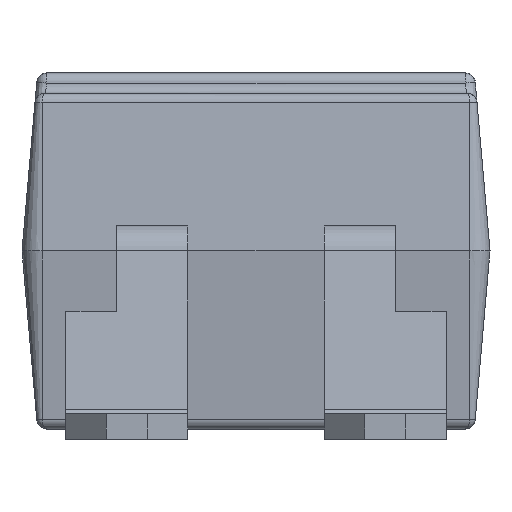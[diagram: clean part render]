
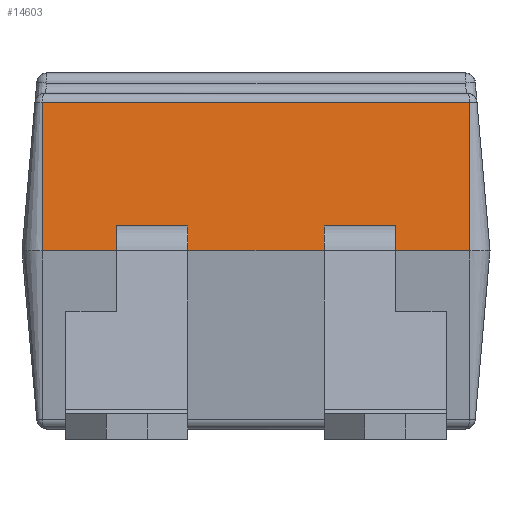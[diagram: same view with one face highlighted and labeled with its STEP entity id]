
A CAD part, front view. The second image highlights one B-rep face of the part: STEP entity #14603.
In plain terms, the highlighted planar face has unit normal (0, -0.996, 0.087).
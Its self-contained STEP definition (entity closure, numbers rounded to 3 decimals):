
#63 = CARTESIAN_POINT ( 'NONE',  ( -2.1, -3.122, 1.459 ) ) ;
#79 = VERTEX_POINT ( 'NONE', #1363 ) ;
#325 = EDGE_CURVE ( 'NONE', #79, #1810, #504, .T. ) ;
#445 = CARTESIAN_POINT ( 'NONE',  ( -0.67, -3.25, 0. ) ) ;
#504 = LINE ( 'NONE', #18549, #13854 ) ;
#621 = EDGE_CURVE ( 'NONE', #20019, #20474, #20615, .T. ) ;
#958 = DIRECTION ( 'NONE',  ( -1., 0., 0. ) ) ;
#1092 = FACE_OUTER_BOUND ( 'NONE', #15857, .T. ) ;
#1295 = ORIENTED_EDGE ( 'NONE', *, *, #4528, .T. ) ;
#1363 = CARTESIAN_POINT ( 'NONE',  ( 1.37, -3.228, 0.25 ) ) ;
#1436 = AXIS2_PLACEMENT_3D ( 'NONE', #9755, #12533, #17860 ) ;
#1525 = VECTOR ( 'NONE', #958, 1000. ) ;
#1810 = VERTEX_POINT ( 'NONE', #15049 ) ;
#2371 = VERTEX_POINT ( 'NONE', #15908 ) ;
#2686 = LINE ( 'NONE', #15707, #1525 ) ;
#2901 = CARTESIAN_POINT ( 'NONE',  ( 1.37, -3.228, 0.25 ) ) ;
#3035 = EDGE_CURVE ( 'NONE', #79, #20019, #12833, .T. ) ;
#3197 = ORIENTED_EDGE ( 'NONE', *, *, #3035, .T. ) ;
#3351 = CARTESIAN_POINT ( 'NONE',  ( -2.1, -3.25, 0. ) ) ;
#3566 = VECTOR ( 'NONE', #15496, 1000. ) ;
#3780 = DIRECTION ( 'NONE',  ( 0., -0.087, -0.996 ) ) ;
#4528 = EDGE_CURVE ( 'NONE', #8138, #7266, #9135, .T. ) ;
#4648 = VECTOR ( 'NONE', #16013, 1000. ) ;
#4710 = EDGE_CURVE ( 'NONE', #13701, #8138, #2686, .T. ) ;
#4772 = CARTESIAN_POINT ( 'NONE',  ( -2.1, -3.25, 0. ) ) ;
#4994 = VECTOR ( 'NONE', #18378, 1000. ) ;
#5032 = VECTOR ( 'NONE', #6679, 1000. ) ;
#5421 = LINE ( 'NONE', #16821, #5032 ) ;
#5439 = DIRECTION ( 'NONE',  ( -1., 0., 0. ) ) ;
#5545 = VERTEX_POINT ( 'NONE', #18376 ) ;
#6212 = CARTESIAN_POINT ( 'NONE',  ( -2.1, -3.25, 0. ) ) ;
#6328 = EDGE_CURVE ( 'NONE', #20162, #12713, #8552, .T. ) ;
#6679 = DIRECTION ( 'NONE',  ( 0., -0.087, -0.996 ) ) ;
#6992 = ORIENTED_EDGE ( 'NONE', *, *, #9325, .T. ) ;
#7266 = VERTEX_POINT ( 'NONE', #10069 ) ;
#7269 = VECTOR ( 'NONE', #10223, 1000. ) ;
#8043 = EDGE_CURVE ( 'NONE', #20162, #5545, #9356, .T. ) ;
#8138 = VERTEX_POINT ( 'NONE', #63 ) ;
#8552 = LINE ( 'NONE', #445, #4994 ) ;
#8885 = CARTESIAN_POINT ( 'NONE',  ( 1.37, -3.25, 0. ) ) ;
#8926 = VECTOR ( 'NONE', #16091, 1000. ) ;
#9065 = VECTOR ( 'NONE', #3780, 1000. ) ;
#9088 = CARTESIAN_POINT ( 'NONE',  ( -1.37, -3.228, 0.25 ) ) ;
#9135 = LINE ( 'NONE', #3351, #9065 ) ;
#9240 = LINE ( 'NONE', #20255, #16637 ) ;
#9325 = EDGE_CURVE ( 'NONE', #7266, #2371, #20887, .T. ) ;
#9356 = LINE ( 'NONE', #4772, #8926 ) ;
#9611 = CARTESIAN_POINT ( 'NONE',  ( 2.1, -3.25, 0. ) ) ;
#9681 = ORIENTED_EDGE ( 'NONE', *, *, #18913, .F. ) ;
#9755 = CARTESIAN_POINT ( 'NONE',  ( -2.1, -3.25, 0. ) ) ;
#10069 = CARTESIAN_POINT ( 'NONE',  ( -2.1, -3.25, 0. ) ) ;
#10223 = DIRECTION ( 'NONE',  ( 1., 0., 0. ) ) ;
#10331 = LINE ( 'NONE', #15447, #7269 ) ;
#10491 = ORIENTED_EDGE ( 'NONE', *, *, #19788, .F. ) ;
#10579 = CARTESIAN_POINT ( 'NONE',  ( 2.1, -3.122, 1.459 ) ) ;
#11074 = CARTESIAN_POINT ( 'NONE',  ( -2.1, -3.25, 0. ) ) ;
#11924 = EDGE_CURVE ( 'NONE', #12572, #2371, #13592, .T. ) ;
#12533 = DIRECTION ( 'NONE',  ( 0., -0.996, 0.087 ) ) ;
#12572 = VERTEX_POINT ( 'NONE', #15848 ) ;
#12713 = VERTEX_POINT ( 'NONE', #16691 ) ;
#12729 = DIRECTION ( 'NONE',  ( 1., 0., 0. ) ) ;
#12833 = LINE ( 'NONE', #2901, #14219 ) ;
#13281 = ORIENTED_EDGE ( 'NONE', *, *, #325, .F. ) ;
#13592 = LINE ( 'NONE', #9088, #3566 ) ;
#13701 = VERTEX_POINT ( 'NONE', #10579 ) ;
#13854 = VECTOR ( 'NONE', #5439, 1000. ) ;
#14133 = PLANE ( 'NONE',  #1436 ) ;
#14219 = VECTOR ( 'NONE', #17521, 1000. ) ;
#14603 = ADVANCED_FACE ( 'NONE', ( #1092 ), #14133, .T. ) ;
#15049 = CARTESIAN_POINT ( 'NONE',  ( 0.67, -3.228, 0.25 ) ) ;
#15282 = EDGE_CURVE ( 'NONE', #12572, #12713, #10331, .T. ) ;
#15447 = CARTESIAN_POINT ( 'NONE',  ( -2.1, -3.228, 0.25 ) ) ;
#15496 = DIRECTION ( 'NONE',  ( 0., -0.087, -0.996 ) ) ;
#15707 = CARTESIAN_POINT ( 'NONE',  ( -2.1, -3.122, 1.459 ) ) ;
#15848 = CARTESIAN_POINT ( 'NONE',  ( -1.37, -3.228, 0.25 ) ) ;
#15857 = EDGE_LOOP ( 'NONE', ( #9681, #19762, #1295, #6992, #20190, #17094, #19468, #17049, #10491, #13281, #3197, #19062 ) ) ;
#15908 = CARTESIAN_POINT ( 'NONE',  ( -1.37, -3.25, 0. ) ) ;
#16013 = DIRECTION ( 'NONE',  ( 1., 0., 0. ) ) ;
#16091 = DIRECTION ( 'NONE',  ( 1., 0., 0. ) ) ;
#16637 = VECTOR ( 'NONE', #20687, 1000. ) ;
#16675 = CARTESIAN_POINT ( 'NONE',  ( -0.67, -3.25, 0. ) ) ;
#16691 = CARTESIAN_POINT ( 'NONE',  ( -0.67, -3.228, 0.25 ) ) ;
#16821 = CARTESIAN_POINT ( 'NONE',  ( 2.1, -3.25, 0. ) ) ;
#17049 = ORIENTED_EDGE ( 'NONE', *, *, #8043, .T. ) ;
#17094 = ORIENTED_EDGE ( 'NONE', *, *, #15282, .T. ) ;
#17521 = DIRECTION ( 'NONE',  ( 0., -0.087, -0.996 ) ) ;
#17860 = DIRECTION ( 'NONE',  ( 0., -0.087, -0.996 ) ) ;
#18376 = CARTESIAN_POINT ( 'NONE',  ( 0.67, -3.25, 0. ) ) ;
#18378 = DIRECTION ( 'NONE',  ( 0., 0.087, 0.996 ) ) ;
#18549 = CARTESIAN_POINT ( 'NONE',  ( -2.1, -3.228, 0.25 ) ) ;
#18913 = EDGE_CURVE ( 'NONE', #13701, #20474, #5421, .T. ) ;
#19062 = ORIENTED_EDGE ( 'NONE', *, *, #621, .T. ) ;
#19468 = ORIENTED_EDGE ( 'NONE', *, *, #6328, .F. ) ;
#19762 = ORIENTED_EDGE ( 'NONE', *, *, #4710, .T. ) ;
#19788 = EDGE_CURVE ( 'NONE', #1810, #5545, #9240, .T. ) ;
#20019 = VERTEX_POINT ( 'NONE', #8885 ) ;
#20162 = VERTEX_POINT ( 'NONE', #16675 ) ;
#20190 = ORIENTED_EDGE ( 'NONE', *, *, #11924, .F. ) ;
#20229 = VECTOR ( 'NONE', #12729, 1000. ) ;
#20255 = CARTESIAN_POINT ( 'NONE',  ( 0.67, -3.25, 0. ) ) ;
#20474 = VERTEX_POINT ( 'NONE', #9611 ) ;
#20615 = LINE ( 'NONE', #11074, #4648 ) ;
#20687 = DIRECTION ( 'NONE',  ( 0., -0.087, -0.996 ) ) ;
#20887 = LINE ( 'NONE', #6212, #20229 ) ;
